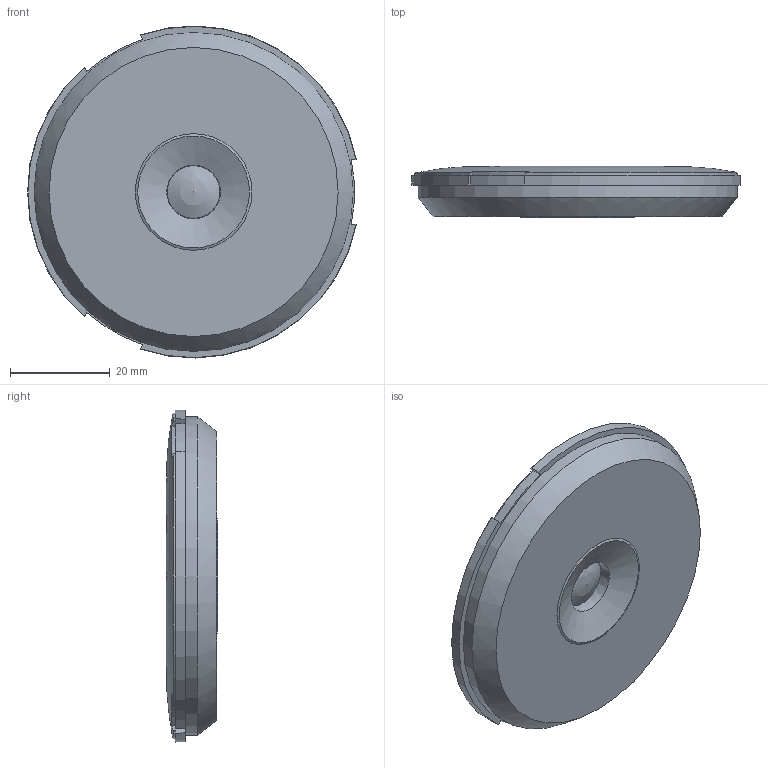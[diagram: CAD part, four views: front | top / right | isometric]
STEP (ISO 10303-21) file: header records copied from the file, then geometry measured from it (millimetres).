
FILE_DESCRIPTION(('STEP AP203'),'1');
FILE_NAME('UFO ZOOM PMMA 67.stp','2020-09-14T13:08:14',(' '),(' '),'Spatial InterOp 3D',' ',' ');
FILE_SCHEMA(('CONFIG_CONTROL_DESIGN'));
Length unit declared in the file: millimetre
Products named in the file (1): UFO ZOOM PMMA 67
Bounding box: 66 x 10.26 x 66.63 mm (x, y, z)
Volume: 30193.3 mm3; surface area: 8395.1 mm2
Topology: 1 solids, 1 shells, 33 faces, 91 edges, 60 vertices
Faces by surface type: plane 14, cylinder 10, cone 6, revolution 2, sphere 1
Full cylindrical faces by diameter (mm): 64 x1
Entity records: 1105 total; most frequent: CARTESIAN_POINT 252, DIRECTION 164, ORIENTED_EDGE 158, EDGE_CURVE 79, AXIS2_PLACEMENT_3D 63, VERTEX_POINT 56, EDGE_LOOP 40, LINE 36
